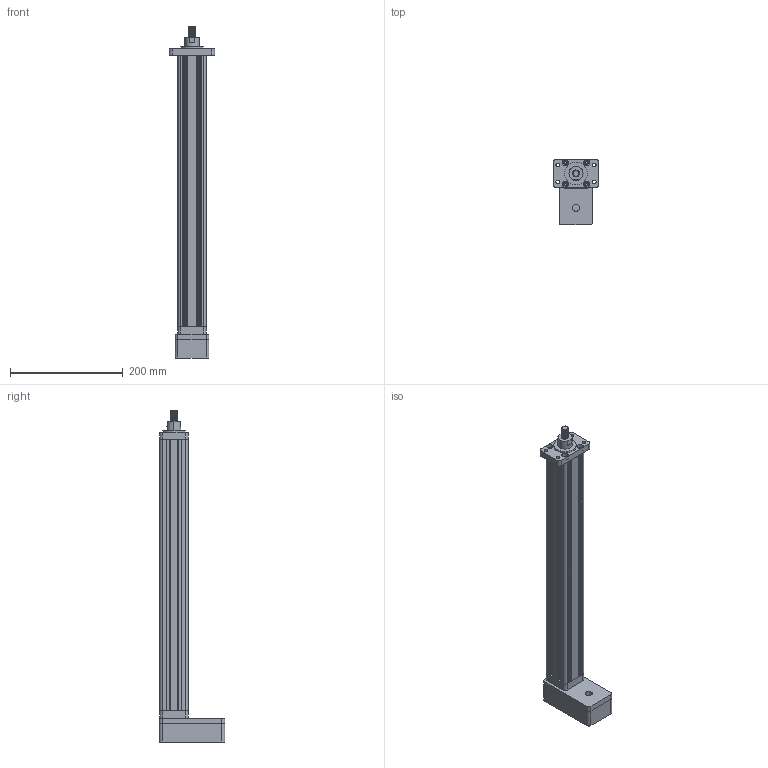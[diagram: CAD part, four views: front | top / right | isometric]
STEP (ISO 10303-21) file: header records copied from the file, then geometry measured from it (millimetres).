
FILE_DESCRIPTION (( 'STEP AP203' ), '1' );
FILE_NAME ('50缸行程400折叠前法兰安装.STEP', '2025-01-21T03:04:31', ( '微软用户' ), ( '微软中国' ), 'SwSTEP 2.0', 'SolidWorks 2022', '' );
FILE_SCHEMA (( 'CONFIG_CONTROL_DESIGN' ));
Length unit declared in the file: millimetre
Products named in the file (1): 50缸行程400折叠前法兰安装
Bounding box: 80 x 116 x 588 mm (x, y, z)
Volume: 870402.5 mm3; surface area: 247696 mm2
Topology: 1 solids, 2 shells, 195 faces, 504 edges, 328 vertices
Faces by surface type: cylinder 98, plane 86, cone 8, bspline 3
Entity records: 8480 total; most frequent: CARTESIAN_POINT 3687, ORIENTED_EDGE 1008, DIRECTION 964, EDGE_CURVE 504, AXIS2_PLACEMENT_3D 335, VERTEX_POINT 328, VECTOR 294, LINE 294
